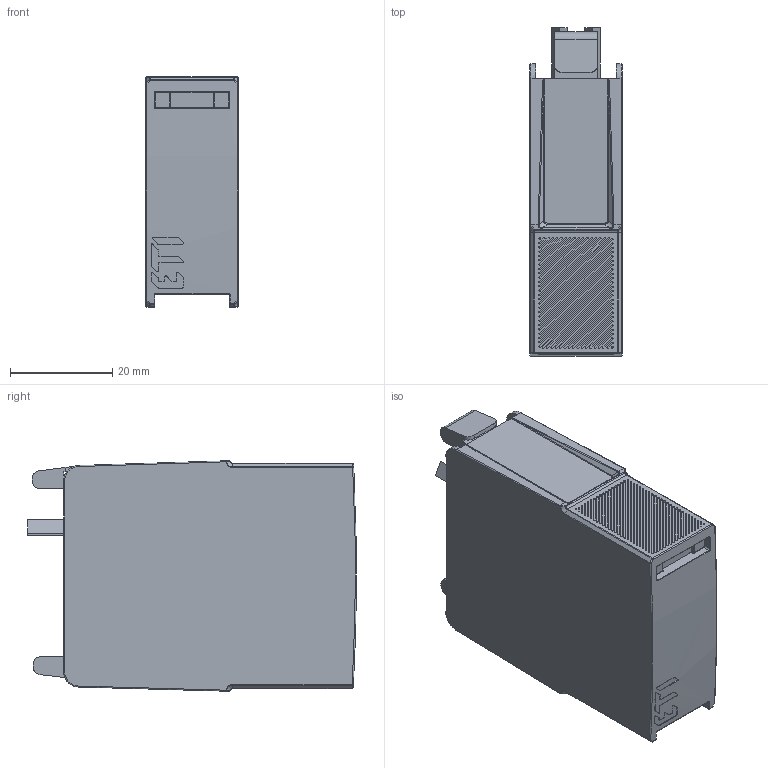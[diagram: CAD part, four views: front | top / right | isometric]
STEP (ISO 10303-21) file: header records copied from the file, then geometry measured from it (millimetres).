
FILE_DESCRIPTION((''),'2;1');
FILE_NAME('ETITEC_ML_MODU_ASM','2021-10-25T',('marketing.praksa'),('Audax d.o.o.'),'CREO PARAMETRIC BY PTC INC, 2017480','CREO PARAMETRIC BY PTC INC, 2017480','');
FILE_SCHEMA(('AUTOMOTIVE_DESIGN { 1 0 10303 214 1 1 1 1 }'));
Length unit declared in the file: millimetre
Products named in the file (4): IZ59_A569_MOD_ETITEC_ML_T123_30; PRT0018; PRT0019; ETITEC_ML_MODU_ASM
Assembly tree (3 placements, depth 2):
  ETITEC_ML_MODU_ASM
    IZ59_A569_MOD_ETITEC_ML_T123_30
    PRT0018
    PRT0019
Bounding box: 18 x 64.14 x 45 mm (x, y, z)
Volume: 41584.1 mm3; surface area: 10931.4 mm2
Topology: 5 solids, 7 shells, 562 faces, 1563 edges, 1050 vertices
Faces by surface type: plane 269, cylinder 225, bspline 25, torus 22, sphere 17, cone 4
Entity records: 29530 total; most frequent: CARTESIAN_POINT 6011, ORIENTED_EDGE 3092, DIRECTION 3041, PRESENTATION_STYLE_ASSIGNMENT 2113, STYLED_ITEM 2113, CURVE_STYLE 1546, EDGE_CURVE 1546, AXIS2_PLACEMENT_3D 1128
